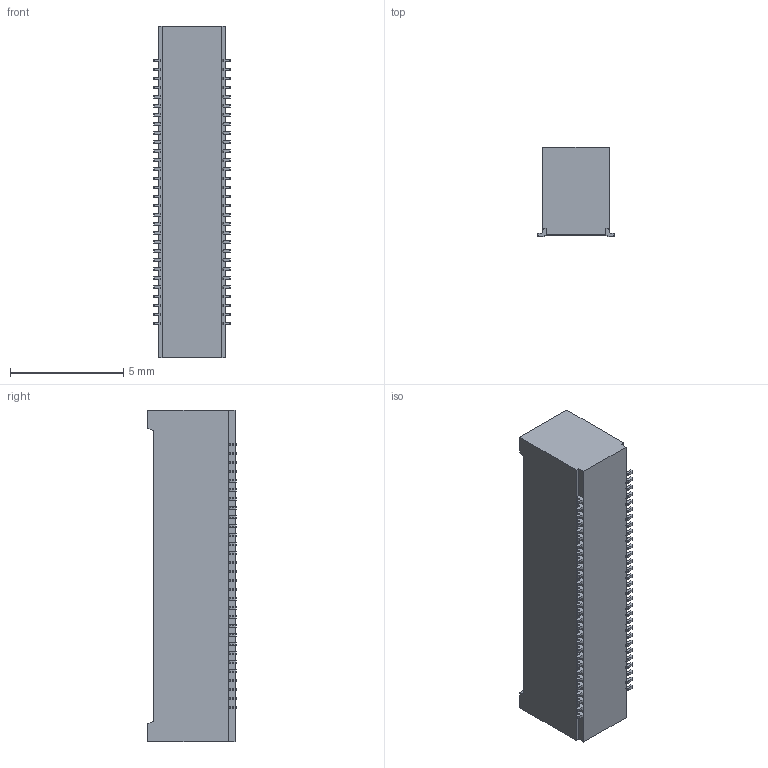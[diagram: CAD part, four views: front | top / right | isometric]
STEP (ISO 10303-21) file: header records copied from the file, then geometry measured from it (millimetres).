
FILE_DESCRIPTION(('CoCreate Modeling STEP Export'),'2;1');
FILE_NAME('DF40HC(4.0)-60DS.stp','2011-01-13T 9:59:51',(''),(''),'CoCreate Modeling STEP processor for AP214 (Solid Model)','CoCreate Modeling 17.0 01-Apr-2010 (C) Parametric Technology GmbH','');
FILE_SCHEMA(('AUTOMOTIVE_DESIGN { 1 0 10303 214 1 1 1 1 }'));
Length unit declared in the file: millimetre
Products named in the file (1): case
Bounding box: 3.38 x 3.9 x 14.6 mm (x, y, z)
Volume: 138 mm3; surface area: 303.9 mm2
Topology: 1 solids, 1 shells, 1353 faces, 3644 edges, 2416 vertices
Faces by surface type: plane 909, cylinder 432, cone 12
Entity records: 41424 total; most frequent: ORIENTED_EDGE 7288, CARTESIAN_POINT 7234, DIRECTION 6876, EDGE_CURVE 3644, VECTOR 2760, LINE 2760, VERTEX_POINT 2416, AXIS2_PLACEMENT_3D 2058
